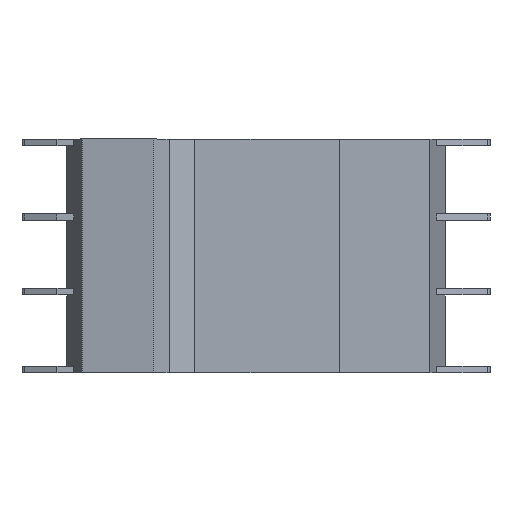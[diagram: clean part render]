
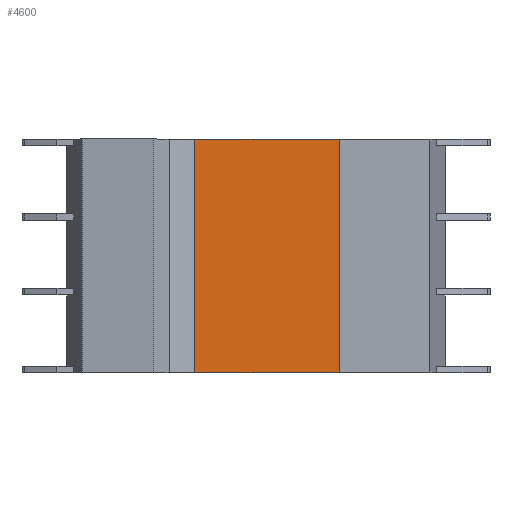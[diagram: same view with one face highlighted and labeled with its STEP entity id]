
A CAD part, front view. The second image highlights one B-rep face of the part: STEP entity #4600.
In plain terms, the highlighted planar face has unit normal (0, -1, 0).
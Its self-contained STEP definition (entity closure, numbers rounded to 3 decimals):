
#102 = VERTEX_POINT ( 'NONE', #17981 ) ;
#486 = PLANE ( 'NONE',  #5732 ) ;
#653 = CARTESIAN_POINT ( 'NONE',  ( -16.25, -19.25, 17.5 ) ) ;
#1238 = CARTESIAN_POINT ( 'NONE',  ( 18.75, -19.25, -35. ) ) ;
#1436 = LINE ( 'NONE', #16077, #16510 ) ;
#1560 = VECTOR ( 'NONE', #11164, 1000. ) ;
#2018 = CARTESIAN_POINT ( 'NONE',  ( -16.25, -19.25, -17.501 ) ) ;
#2481 = EDGE_CURVE ( 'NONE', #5759, #9124, #10204, .T. ) ;
#2506 = DIRECTION ( 'NONE',  ( -1., 0., 0. ) ) ;
#4600 = ADVANCED_FACE ( 'NONE', ( #14621 ), #486, .F. ) ;
#4702 = CARTESIAN_POINT ( 'NONE',  ( -16.25, -19.25, 17.5 ) ) ;
#4973 = DIRECTION ( 'NONE',  ( 0., 0., -1. ) ) ;
#5093 = CARTESIAN_POINT ( 'NONE',  ( -16.25, -19.25, -17.501 ) ) ;
#5267 = VECTOR ( 'NONE', #4973, 1000. ) ;
#5732 = AXIS2_PLACEMENT_3D ( 'NONE', #2018, #14042, #17073 ) ;
#5759 = VERTEX_POINT ( 'NONE', #18730 ) ;
#6125 = ORIENTED_EDGE ( 'NONE', *, *, #2481, .F. ) ;
#8486 = DIRECTION ( 'NONE',  ( 0., 0., 1. ) ) ;
#8919 = EDGE_CURVE ( 'NONE', #9124, #102, #13089, .T. ) ;
#9124 = VERTEX_POINT ( 'NONE', #4702 ) ;
#10204 = LINE ( 'NONE', #5093, #14227 ) ;
#11164 = DIRECTION ( 'NONE',  ( 1., 0., 0. ) ) ;
#11676 = EDGE_LOOP ( 'NONE', ( #12744, #17325, #6125, #16111 ) ) ;
#12510 = CARTESIAN_POINT ( 'NONE',  ( 18.75, -19.25, -17.5 ) ) ;
#12744 = ORIENTED_EDGE ( 'NONE', *, *, #14057, .F. ) ;
#13089 = LINE ( 'NONE', #653, #1560 ) ;
#13763 = LINE ( 'NONE', #12510, #5267 ) ;
#14042 = DIRECTION ( 'NONE',  ( 0., 1., 0. ) ) ;
#14057 = EDGE_CURVE ( 'NONE', #102, #19334, #13763, .T. ) ;
#14227 = VECTOR ( 'NONE', #8486, 1000. ) ;
#14621 = FACE_OUTER_BOUND ( 'NONE', #11676, .T. ) ;
#16077 = CARTESIAN_POINT ( 'NONE',  ( 18.75, -19.25, -35. ) ) ;
#16111 = ORIENTED_EDGE ( 'NONE', *, *, #19250, .F. ) ;
#16510 = VECTOR ( 'NONE', #2506, 1000. ) ;
#17073 = DIRECTION ( 'NONE',  ( 0., 0., 1. ) ) ;
#17325 = ORIENTED_EDGE ( 'NONE', *, *, #8919, .F. ) ;
#17981 = CARTESIAN_POINT ( 'NONE',  ( 18.75, -19.25, 17.5 ) ) ;
#18730 = CARTESIAN_POINT ( 'NONE',  ( -16.25, -19.25, -35. ) ) ;
#19250 = EDGE_CURVE ( 'NONE', #19334, #5759, #1436, .T. ) ;
#19334 = VERTEX_POINT ( 'NONE', #1238 ) ;
